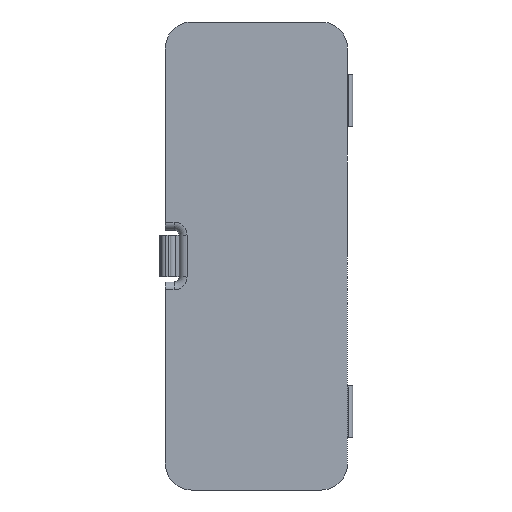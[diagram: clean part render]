
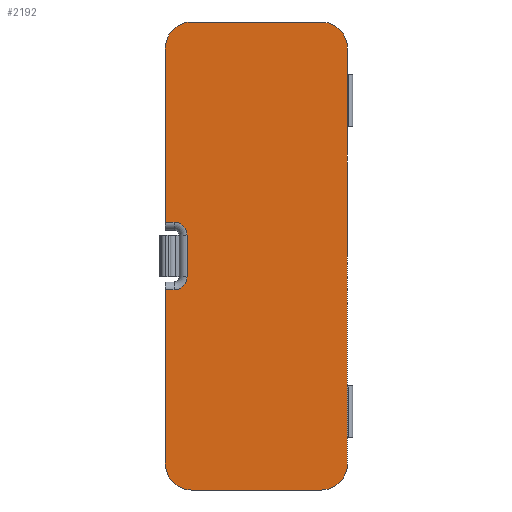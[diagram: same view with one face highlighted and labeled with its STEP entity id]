
A CAD part, left-side view. The second image highlights one B-rep face of the part: STEP entity #2192.
In plain terms, the highlighted planar face has unit normal (-1, 0, 0).
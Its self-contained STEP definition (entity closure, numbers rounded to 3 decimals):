
#1 = AXIS2_PLACEMENT_3D ( 'NONE', #572, #127, #2693 ) ;
#23 = DIRECTION ( 'NONE',  ( 1., 0., 0. ) ) ;
#38 = VECTOR ( 'NONE', #851, 1000. ) ;
#84 = CARTESIAN_POINT ( 'NONE',  ( -6.687, 11.715, -82. ) ) ;
#101 = ORIENTED_EDGE ( 'NONE', *, *, #2173, .T. ) ;
#105 = EDGE_CURVE ( 'NONE', #976, #1574, #800, .T. ) ;
#106 = CARTESIAN_POINT ( 'NONE',  ( -6.687, 21.715, -2. ) ) ;
#126 = ORIENTED_EDGE ( 'NONE', *, *, #1221, .F. ) ;
#127 = DIRECTION ( 'NONE',  ( -1., 0., 0. ) ) ;
#195 = VERTEX_POINT ( 'NONE', #2162 ) ;
#302 = DIRECTION ( 'NONE',  ( 0., 0., 1. ) ) ;
#355 = LINE ( 'NONE', #2721, #2187 ) ;
#358 = EDGE_LOOP ( 'NONE', ( #1227, #2671, #1845, #1780, #1089, #573, #590, #2642, #2268, #1699, #101, #2002, #126, #385 ) ) ;
#385 = ORIENTED_EDGE ( 'NONE', *, *, #2454, .F. ) ;
#386 = DIRECTION ( 'NONE',  ( -1., 0., 0. ) ) ;
#388 = CIRCLE ( 'NONE', #1028, 10. ) ;
#397 = AXIS2_PLACEMENT_3D ( 'NONE', #2279, #386, #821 ) ;
#451 = VECTOR ( 'NONE', #770, 1000. ) ;
#468 = CARTESIAN_POINT ( 'NONE',  ( -6.687, -38.285, 88. ) ) ;
#497 = DIRECTION ( 'NONE',  ( 0., 0., -1. ) ) ;
#511 = VECTOR ( 'NONE', #2385, 1000. ) ;
#544 = EDGE_CURVE ( 'NONE', #1500, #1643, #2291, .T. ) ;
#569 = CARTESIAN_POINT ( 'NONE',  ( -6.687, -38.285, 98. ) ) ;
#572 = CARTESIAN_POINT ( 'NONE',  ( -6.687, 11.715, -72. ) ) ;
#573 = ORIENTED_EDGE ( 'NONE', *, *, #544, .T. ) ;
#579 = DIRECTION ( 'NONE',  ( 0., 0., -1. ) ) ;
#590 = ORIENTED_EDGE ( 'NONE', *, *, #760, .T. ) ;
#613 = CARTESIAN_POINT ( 'NONE',  ( -6.687, 18.411, 0. ) ) ;
#641 = DIRECTION ( 'NONE',  ( 0., 0., -1. ) ) ;
#674 = CARTESIAN_POINT ( 'NONE',  ( -6.687, -48.285, 0. ) ) ;
#712 = AXIS2_PLACEMENT_3D ( 'NONE', #2136, #23, #641 ) ;
#760 = EDGE_CURVE ( 'NONE', #1643, #195, #1491, .T. ) ;
#770 = DIRECTION ( 'NONE',  ( 0., 1., 0. ) ) ;
#800 = LINE ( 'NONE', #2730, #2255 ) ;
#821 = DIRECTION ( 'NONE',  ( 0., 0., 1. ) ) ;
#850 = LINE ( 'NONE', #674, #38 ) ;
#851 = DIRECTION ( 'NONE',  ( 0., 0., 1. ) ) ;
#914 = EDGE_CURVE ( 'NONE', #195, #1440, #2330, .T. ) ;
#929 = EDGE_CURVE ( 'NONE', #1440, #2100, #355, .T. ) ;
#976 = VERTEX_POINT ( 'NONE', #2052 ) ;
#992 = DIRECTION ( 'NONE',  ( 1., 0., 0. ) ) ;
#997 = CARTESIAN_POINT ( 'NONE',  ( -6.687, 21.715, -5. ) ) ;
#1028 = AXIS2_PLACEMENT_3D ( 'NONE', #468, #1961, #2403 ) ;
#1032 = AXIS2_PLACEMENT_3D ( 'NONE', #1597, #2225, #302 ) ;
#1039 = EDGE_CURVE ( 'NONE', #1574, #1500, #2292, .T. ) ;
#1069 = CARTESIAN_POINT ( 'NONE',  ( -6.687, -48.285, -72. ) ) ;
#1089 = ORIENTED_EDGE ( 'NONE', *, *, #1039, .T. ) ;
#1112 = LINE ( 'NONE', #2624, #1730 ) ;
#1123 = VERTEX_POINT ( 'NONE', #1673 ) ;
#1133 = VERTEX_POINT ( 'NONE', #2774 ) ;
#1200 = VERTEX_POINT ( 'NONE', #1069 ) ;
#1221 = EDGE_CURVE ( 'NONE', #1133, #1520, #2713, .T. ) ;
#1227 = ORIENTED_EDGE ( 'NONE', *, *, #1308, .T. ) ;
#1231 = DIRECTION ( 'NONE',  ( 1., 0., 0. ) ) ;
#1234 = CARTESIAN_POINT ( 'NONE',  ( -6.687, -48.285, 88. ) ) ;
#1274 = EDGE_CURVE ( 'NONE', #2078, #1520, #388, .T. ) ;
#1282 = CARTESIAN_POINT ( 'NONE',  ( -6.687, 0., 98. ) ) ;
#1304 = VERTEX_POINT ( 'NONE', #2171 ) ;
#1308 = EDGE_CURVE ( 'NONE', #1123, #1304, #1112, .T. ) ;
#1440 = VERTEX_POINT ( 'NONE', #84 ) ;
#1491 = LINE ( 'NONE', #106, #1994 ) ;
#1499 = DIRECTION ( 'NONE',  ( 0., -1., 0. ) ) ;
#1500 = VERTEX_POINT ( 'NONE', #2670 ) ;
#1520 = VERTEX_POINT ( 'NONE', #569 ) ;
#1574 = VERTEX_POINT ( 'NONE', #1853 ) ;
#1590 = CARTESIAN_POINT ( 'NONE',  ( -6.687, -38.285, -82. ) ) ;
#1596 = CIRCLE ( 'NONE', #2680, 5. ) ;
#1597 = CARTESIAN_POINT ( 'NONE',  ( -6.687, 11.715, 88. ) ) ;
#1613 = CARTESIAN_POINT ( 'NONE',  ( -6.687, 18.411, 21. ) ) ;
#1634 = CARTESIAN_POINT ( 'NONE',  ( -6.687, 18.411, 16. ) ) ;
#1643 = VERTEX_POINT ( 'NONE', #2305 ) ;
#1673 = CARTESIAN_POINT ( 'NONE',  ( -6.687, 21.715, 88. ) ) ;
#1699 = ORIENTED_EDGE ( 'NONE', *, *, #2025, .T. ) ;
#1724 = PLANE ( 'NONE',  #712 ) ;
#1729 = AXIS2_PLACEMENT_3D ( 'NONE', #613, #1231, #1911 ) ;
#1730 = VECTOR ( 'NONE', #497, 1000. ) ;
#1780 = ORIENTED_EDGE ( 'NONE', *, *, #105, .T. ) ;
#1845 = ORIENTED_EDGE ( 'NONE', *, *, #2494, .T. ) ;
#1853 = CARTESIAN_POINT ( 'NONE',  ( -6.687, 13.411, 0. ) ) ;
#1911 = DIRECTION ( 'NONE',  ( 0., 0., -1. ) ) ;
#1927 = VERTEX_POINT ( 'NONE', #1613 ) ;
#1955 = CARTESIAN_POINT ( 'NONE',  ( -6.687, 18.411, 21. ) ) ;
#1961 = DIRECTION ( 'NONE',  ( -1., 0., 0. ) ) ;
#1994 = VECTOR ( 'NONE', #2677, 1000. ) ;
#2002 = ORIENTED_EDGE ( 'NONE', *, *, #1274, .T. ) ;
#2025 = EDGE_CURVE ( 'NONE', #2100, #1200, #2317, .T. ) ;
#2046 = LINE ( 'NONE', #1955, #511 ) ;
#2052 = CARTESIAN_POINT ( 'NONE',  ( -6.687, 13.411, 16. ) ) ;
#2054 = CIRCLE ( 'NONE', #1032, 10. ) ;
#2070 = DIRECTION ( 'NONE',  ( 0., 0., -1. ) ) ;
#2078 = VERTEX_POINT ( 'NONE', #1234 ) ;
#2100 = VERTEX_POINT ( 'NONE', #1590 ) ;
#2136 = CARTESIAN_POINT ( 'NONE',  ( -6.687, 21.715, 16. ) ) ;
#2162 = CARTESIAN_POINT ( 'NONE',  ( -6.687, 21.715, -72. ) ) ;
#2171 = CARTESIAN_POINT ( 'NONE',  ( -6.687, 21.715, 21. ) ) ;
#2173 = EDGE_CURVE ( 'NONE', #1200, #2078, #850, .T. ) ;
#2187 = VECTOR ( 'NONE', #2257, 1000. ) ;
#2192 = ADVANCED_FACE ( 'NONE', ( #2706 ), #1724, .F. ) ;
#2225 = DIRECTION ( 'NONE',  ( 1., 0., 0. ) ) ;
#2255 = VECTOR ( 'NONE', #579, 1000. ) ;
#2257 = DIRECTION ( 'NONE',  ( 0., -1., 0. ) ) ;
#2268 = ORIENTED_EDGE ( 'NONE', *, *, #929, .T. ) ;
#2279 = CARTESIAN_POINT ( 'NONE',  ( -6.687, -38.285, -72. ) ) ;
#2291 = LINE ( 'NONE', #997, #451 ) ;
#2292 = CIRCLE ( 'NONE', #1729, 5. ) ;
#2305 = CARTESIAN_POINT ( 'NONE',  ( -6.687, 21.715, -5. ) ) ;
#2317 = CIRCLE ( 'NONE', #397, 10. ) ;
#2330 = CIRCLE ( 'NONE', #1, 10. ) ;
#2385 = DIRECTION ( 'NONE',  ( 0., -1., 0. ) ) ;
#2403 = DIRECTION ( 'NONE',  ( 0., 0., 1. ) ) ;
#2454 = EDGE_CURVE ( 'NONE', #1123, #1133, #2054, .T. ) ;
#2494 = EDGE_CURVE ( 'NONE', #1927, #976, #1596, .T. ) ;
#2608 = VECTOR ( 'NONE', #1499, 1000. ) ;
#2624 = CARTESIAN_POINT ( 'NONE',  ( -6.687, 21.715, 18. ) ) ;
#2642 = ORIENTED_EDGE ( 'NONE', *, *, #914, .T. ) ;
#2670 = CARTESIAN_POINT ( 'NONE',  ( -6.687, 18.411, -5. ) ) ;
#2671 = ORIENTED_EDGE ( 'NONE', *, *, #2773, .T. ) ;
#2677 = DIRECTION ( 'NONE',  ( 0., 0., -1. ) ) ;
#2680 = AXIS2_PLACEMENT_3D ( 'NONE', #1634, #992, #2070 ) ;
#2693 = DIRECTION ( 'NONE',  ( 0., 0., 1. ) ) ;
#2706 = FACE_OUTER_BOUND ( 'NONE', #358, .T. ) ;
#2713 = LINE ( 'NONE', #1282, #2608 ) ;
#2721 = CARTESIAN_POINT ( 'NONE',  ( -6.687, 0., -82. ) ) ;
#2730 = CARTESIAN_POINT ( 'NONE',  ( -6.687, 13.411, 0. ) ) ;
#2773 = EDGE_CURVE ( 'NONE', #1304, #1927, #2046, .T. ) ;
#2774 = CARTESIAN_POINT ( 'NONE',  ( -6.687, 11.715, 98. ) ) ;
